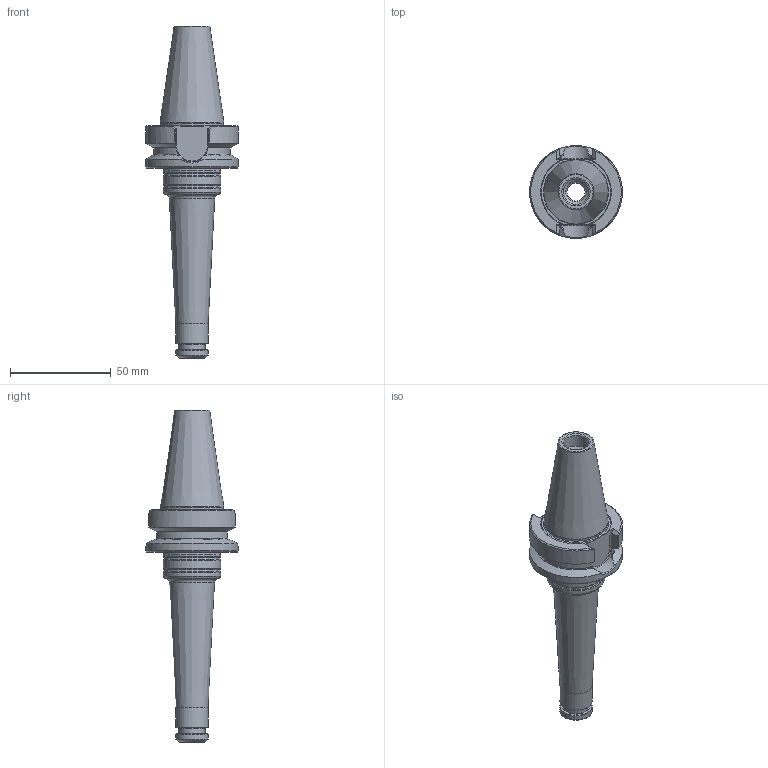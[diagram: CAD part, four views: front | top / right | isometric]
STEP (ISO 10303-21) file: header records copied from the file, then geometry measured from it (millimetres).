
FILE_DESCRIPTION(/* description */ (''),/* implementation_level */ '2;1');
FILE_NAME(/* name */ '413071066.stp',/* time_stamp */ '2022-02-08T12:38:22',/* author */ ('LRA'),/* organization */ ('REGO-FIX'),/* preprocessor_version */ ' Unknown',/* originating_system */ 'SIEMENS PLM Software Solid Edge ST10',/* authorization */ 'Unknown');
FILE_SCHEMA (('AUTOMOTIVE_DESIGN { 1 0 10303 214 2 1 1}'));
Length unit declared in the file: millimetre
Products named in the file (1): NOCUT
Bounding box: 46 x 46 x 164.4 mm (x, y, z)
Volume: 71723.4 mm3; surface area: 20692.8 mm2
Topology: 1 solids, 1 shells, 112 faces, 275 edges, 171 vertices
Faces by surface type: plane 36, cone 30, cylinder 23, torus 17, bspline 6
Full cylindrical faces by diameter (mm): 9 x1, 10 x1, 10.106 x2, 12.5 x1, 13 x1, 16 x2, 28.5 x3, 31.15 x1, 46 x1
Entity records: 3994 total; most frequent: CARTESIAN_POINT 838, DIRECTION 476, ORIENTED_EDGE 446, EDGE_CURVE 223, AXIS2_PLACEMENT_3D 211, EDGE_LOOP 162, FACE_BOUND 162, VERTEX_POINT 161
